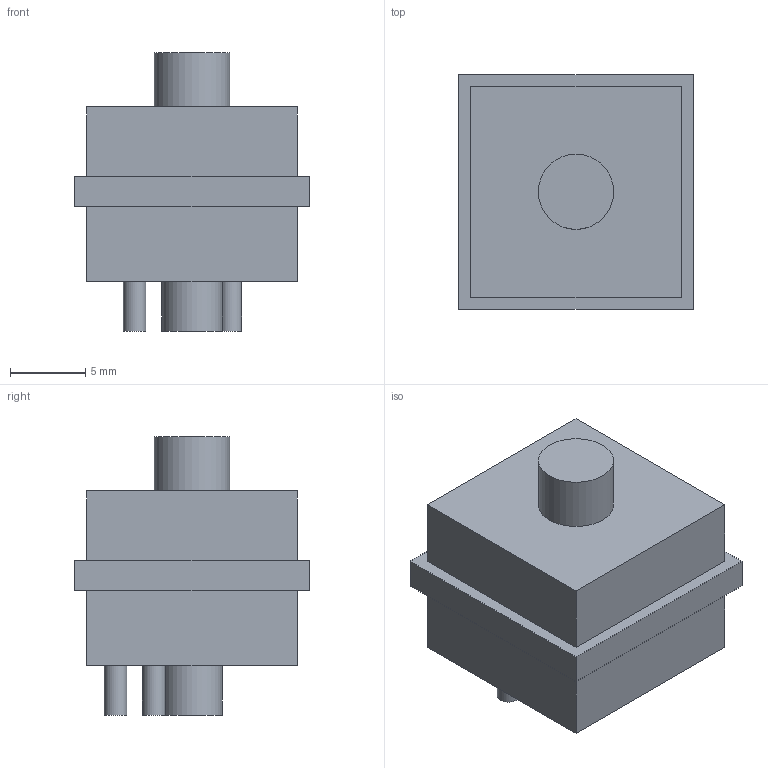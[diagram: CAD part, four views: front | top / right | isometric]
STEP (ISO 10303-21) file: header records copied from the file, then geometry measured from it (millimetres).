
FILE_DESCRIPTION(('FreeCAD Model'),'2;1');
FILE_NAME('Open CASCADE Shape Model','2025-03-09T11:09:44',(''),(''), 'Open CASCADE STEP processor 7.7','FreeCAD','Unknown');
FILE_SCHEMA(('AUTOMOTIVE_DESIGN { 1 0 10303 214 1 1 1 1 }'));
Length unit declared in the file: millimetre
Products named in the file (1): Group
Bounding box: 15.6 x 15.6 x 18.5 mm (x, y, z)
Volume: 2492.1 mm3; surface area: 1278.2 mm2
Topology: 1 solids, 1 shells, 24 faces, 48 edges, 32 vertices
Faces by surface type: plane 20, cylinder 4
Full cylindrical faces by diameter (mm): 1.5 x2, 4 x1, 5 x1
Entity records: 642 total; most frequent: DIRECTION 106, CARTESIAN_POINT 105, ORIENTED_EDGE 96, EDGE_CURVE 48, LINE 40, VECTOR 40, AXIS2_PLACEMENT_3D 33, VERTEX_POINT 32
